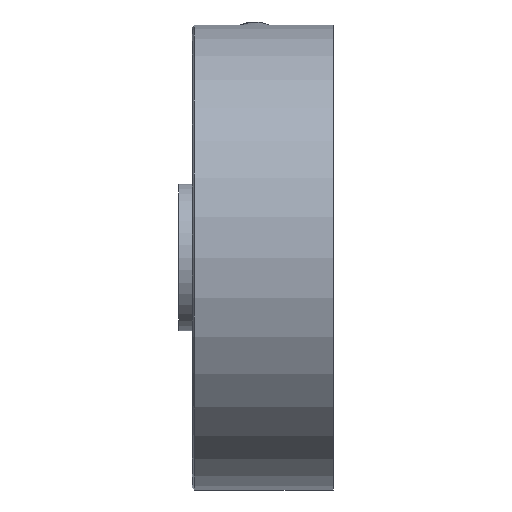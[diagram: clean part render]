
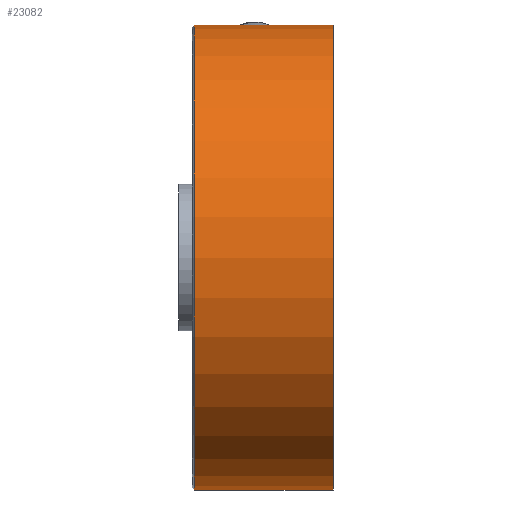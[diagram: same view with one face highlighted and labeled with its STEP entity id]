
A CAD part, left-side view. The second image highlights one B-rep face of the part: STEP entity #23082.
In plain terms, the highlighted cylindrical face has radius 52.324 mm (diameter 104.648 mm), a partial arc.
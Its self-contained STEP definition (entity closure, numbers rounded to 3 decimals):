
#573 = DIRECTION ( 'NONE',  ( 0., 0., -1. ) ) ;
#1349 = DIRECTION ( 'NONE',  ( 0., -1., 0. ) ) ;
#2444 = VERTEX_POINT ( 'NONE', #14442 ) ;
#3135 = DIRECTION ( 'NONE',  ( 0., 0., -1. ) ) ;
#3313 = CARTESIAN_POINT ( 'NONE',  ( 0., 0., 52.324 ) ) ;
#3351 = VERTEX_POINT ( 'NONE', #4377 ) ;
#3480 = ORIENTED_EDGE ( 'NONE', *, *, #25412, .T. ) ;
#3527 = CARTESIAN_POINT ( 'NONE',  ( 0., 0., 0. ) ) ;
#3903 = EDGE_CURVE ( 'NONE', #23358, #8732, #9730, .T. ) ;
#4377 = CARTESIAN_POINT ( 'NONE',  ( 0., 31.25, -52.324 ) ) ;
#5441 = AXIS2_PLACEMENT_3D ( 'NONE', #23406, #17244, #3135 ) ;
#5702 = DIRECTION ( 'NONE',  ( 0., -1., 0. ) ) ;
#7991 = AXIS2_PLACEMENT_3D ( 'NONE', #3527, #9450, #23802 ) ;
#8732 = VERTEX_POINT ( 'NONE', #3313 ) ;
#9269 = ORIENTED_EDGE ( 'NONE', *, *, #23083, .F. ) ;
#9327 = VECTOR ( 'NONE', #1349, 1000. ) ;
#9450 = DIRECTION ( 'NONE',  ( 0., -1., 0. ) ) ;
#9522 = EDGE_LOOP ( 'NONE', ( #9919, #24010, #3480, #9269 ) ) ;
#9730 = LINE ( 'NONE', #22334, #17533 ) ;
#9919 = ORIENTED_EDGE ( 'NONE', *, *, #3903, .F. ) ;
#9955 = CARTESIAN_POINT ( 'NONE',  ( 0., 0., -52.324 ) ) ;
#11826 = LINE ( 'NONE', #9955, #9327 ) ;
#13127 = AXIS2_PLACEMENT_3D ( 'NONE', #15469, #25407, #573 ) ;
#13751 = EDGE_CURVE ( 'NONE', #23358, #3351, #25967, .T. ) ;
#14442 = CARTESIAN_POINT ( 'NONE',  ( 0., 0., -52.324 ) ) ;
#15220 = CYLINDRICAL_SURFACE ( 'NONE', #7991, 52.324 ) ;
#15469 = CARTESIAN_POINT ( 'NONE',  ( 0., 31.25, 0. ) ) ;
#17244 = DIRECTION ( 'NONE',  ( 0., -1., 0. ) ) ;
#17533 = VECTOR ( 'NONE', #5702, 1000. ) ;
#18276 = CIRCLE ( 'NONE', #5441, 52.324 ) ;
#20297 = CARTESIAN_POINT ( 'NONE',  ( 0., 31.25, 52.324 ) ) ;
#22334 = CARTESIAN_POINT ( 'NONE',  ( 0., 0., 52.324 ) ) ;
#23082 = ADVANCED_FACE ( 'NONE', ( #23546 ), #15220, .T. ) ;
#23083 = EDGE_CURVE ( 'NONE', #8732, #2444, #18276, .T. ) ;
#23358 = VERTEX_POINT ( 'NONE', #20297 ) ;
#23406 = CARTESIAN_POINT ( 'NONE',  ( 0., 0., 0. ) ) ;
#23546 = FACE_OUTER_BOUND ( 'NONE', #9522, .T. ) ;
#23802 = DIRECTION ( 'NONE',  ( 0., 0., -1. ) ) ;
#24010 = ORIENTED_EDGE ( 'NONE', *, *, #13751, .T. ) ;
#25407 = DIRECTION ( 'NONE',  ( 0., -1., 0. ) ) ;
#25412 = EDGE_CURVE ( 'NONE', #3351, #2444, #11826, .T. ) ;
#25967 = CIRCLE ( 'NONE', #13127, 52.324 ) ;
